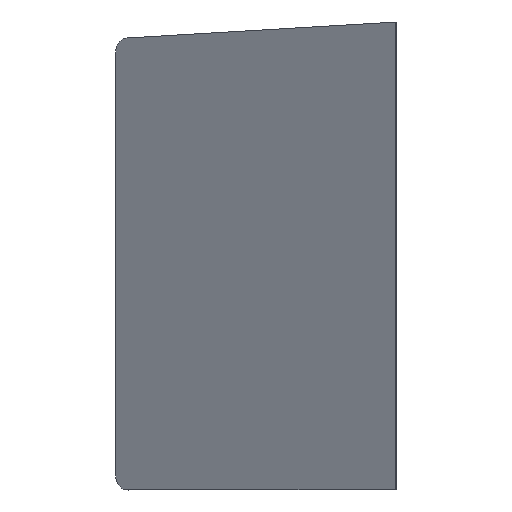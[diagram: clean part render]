
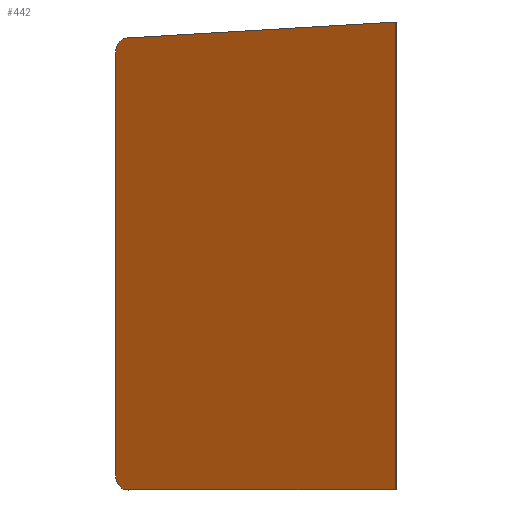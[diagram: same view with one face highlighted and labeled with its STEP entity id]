
A CAD part, top view. The second image highlights one B-rep face of the part: STEP entity #442.
In plain terms, the highlighted planar face has unit normal (-0.526, 0, 0.851).
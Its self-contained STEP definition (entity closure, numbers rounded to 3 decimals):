
#442 = ADVANCED_FACE('',(#443),#457,.T.);
#443 = FACE_BOUND('',#444,.T.);
#444 = EDGE_LOOP('',(#445,#478,#513,#539,#568,#594));
#445 = ORIENTED_EDGE('',*,*,#446,.F.);
#446 = EDGE_CURVE('',#447,#449,#451,.T.);
#447 = VERTEX_POINT('',#448);
#448 = CARTESIAN_POINT('',(11400.792,579.689,
    3183.676));
#449 = VERTEX_POINT('',#450);
#450 = CARTESIAN_POINT('',(12061.501,618.171,
    3592.02));
#451 = SURFACE_CURVE('',#452,(#456,#467),.PCURVE_S1.);
#452 = LINE('',#453,#454);
#453 = CARTESIAN_POINT('',(6538.055,296.467,
    178.307));
#454 = VECTOR('',#455,1.);
#455 = DIRECTION('',(0.85,0.049,0.525));
#456 = PCURVE('',#457,#462);
#457 = PLANE('',#458);
#458 = AXIS2_PLACEMENT_3D('',#459,#460,#461);
#459 = CARTESIAN_POINT('',(11372.8,22.278,
    3166.376));
#460 = DIRECTION('',(-0.526,0.,0.851));
#461 = DIRECTION('',(0.851,0.,0.526));
#462 = DEFINITIONAL_REPRESENTATION('',(#463),#466);
#463 = B_SPLINE_CURVE_WITH_KNOTS('',1,(#464,#465),.UNSPECIFIED.,.F.,.F.,
  (2,2),(5050.236,7201.092),
  .PIECEWISE_BEZIER_KNOTS.);
#464 = CARTESIAN_POINT('',(-639.552,524.095));
#465 = CARTESIAN_POINT('',(1508.669,630.528));
#466 = ( GEOMETRIC_REPRESENTATION_CONTEXT(2) 
PARAMETRIC_REPRESENTATION_CONTEXT() REPRESENTATION_CONTEXT('2D SPACE',''
  ) );
#467 = PCURVE('',#468,#473);
#468 = PLANE('',#469);
#469 = AXIS2_PLACEMENT_3D('',#470,#471,#472);
#470 = CARTESIAN_POINT('',(4.895,-84.046,0.));
#471 = DIRECTION('',(0.058,-0.998,0.));
#472 = DIRECTION('',(0.,0.,-1.));
#473 = DEFINITIONAL_REPRESENTATION('',(#474),#477);
#474 = B_SPLINE_CURVE_WITH_KNOTS('',1,(#475,#476),.UNSPECIFIED.,.F.,.F.,
  (2,2),(5050.236,7201.092),
  .PIECEWISE_BEZIER_KNOTS.);
#475 = CARTESIAN_POINT('',(-2830.141,10842.215));
#476 = CARTESIAN_POINT('',(-3959.536,12672.692));
#477 = ( GEOMETRIC_REPRESENTATION_CONTEXT(2) 
PARAMETRIC_REPRESENTATION_CONTEXT() REPRESENTATION_CONTEXT('2D SPACE',''
  ) );
#478 = ORIENTED_EDGE('',*,*,#479,.T.);
#479 = EDGE_CURVE('',#447,#480,#482,.T.);
#480 = VERTEX_POINT('',#481);
#481 = CARTESIAN_POINT('',(11372.8,545.097,
    3166.376));
#482 = SURFACE_CURVE('',#483,(#488,#495),.PCURVE_S1.);
#483 = ELLIPSE('',#484,34.635,34.619);
#484 = AXIS2_PLACEMENT_3D('',#485,#486,#487);
#485 = CARTESIAN_POINT('',(11402.249,545.097,
    3184.576));
#486 = DIRECTION('',(-0.526,0.,0.851));
#487 = DIRECTION('',(0.,1.,0.));
#488 = PCURVE('',#457,#489);
#489 = DEFINITIONAL_REPRESENTATION('',(#490),#494);
#490 = ELLIPSE('',#491,34.635,34.619);
#491 = AXIS2_PLACEMENT_2D('',#492,#493);
#492 = CARTESIAN_POINT('',(34.619,522.819));
#493 = DIRECTION('',(0.,1.));
#494 = ( GEOMETRIC_REPRESENTATION_CONTEXT(2) 
PARAMETRIC_REPRESENTATION_CONTEXT() REPRESENTATION_CONTEXT('2D SPACE',''
  ) );
#495 = PCURVE('',#496,#501);
#496 = CYLINDRICAL_SURFACE('',#497,34.619);
#497 = AXIS2_PLACEMENT_3D('',#498,#499,#500);
#498 = CARTESIAN_POINT('',(10972.624,520.074,
    3879.716));
#499 = DIRECTION('',(0.525,0.031,-0.85));
#500 = DIRECTION('',(-0.058,0.998,
    0.));
#501 = DEFINITIONAL_REPRESENTATION('',(#502),#512);
#502 = B_SPLINE_CURVE_WITH_KNOTS('',8,(#503,#504,#505,#506,#507,#508,
    #509,#510,#511),.UNSPECIFIED.,.F.,.F.,(9,9),(0.049,
    1.571),.PIECEWISE_BEZIER_KNOTS.);
#503 = CARTESIAN_POINT('',(0.,818.631));
#504 = CARTESIAN_POINT('',(-0.19,818.621));
#505 = CARTESIAN_POINT('',(-0.38,818.567));
#506 = CARTESIAN_POINT('',(-0.57,818.47));
#507 = CARTESIAN_POINT('',(-0.761,818.334));
#508 = CARTESIAN_POINT('',(-0.951,818.166));
#509 = CARTESIAN_POINT('',(-1.141,817.975));
#510 = CARTESIAN_POINT('',(-1.331,817.774));
#511 = CARTESIAN_POINT('',(-1.521,817.572));
#512 = ( GEOMETRIC_REPRESENTATION_CONTEXT(2) 
PARAMETRIC_REPRESENTATION_CONTEXT() REPRESENTATION_CONTEXT('2D SPACE',''
  ) );
#513 = ORIENTED_EDGE('',*,*,#514,.F.);
#514 = EDGE_CURVE('',#515,#480,#517,.T.);
#515 = VERTEX_POINT('',#516);
#516 = CARTESIAN_POINT('',(11372.8,-500.,3166.376));
#517 = SURFACE_CURVE('',#518,(#522,#528),.PCURVE_S1.);
#518 = LINE('',#519,#520);
#519 = CARTESIAN_POINT('',(11372.8,11.139,
    3166.376));
#520 = VECTOR('',#521,1.);
#521 = DIRECTION('',(0.,1.,0.));
#522 = PCURVE('',#457,#523);
#523 = DEFINITIONAL_REPRESENTATION('',(#524),#527);
#524 = B_SPLINE_CURVE_WITH_KNOTS('',1,(#525,#526),.UNSPECIFIED.,.F.,.F.,
  (2,2),(-617.975,664.056),.PIECEWISE_BEZIER_KNOTS.);
#525 = CARTESIAN_POINT('',(0.,-629.113));
#526 = CARTESIAN_POINT('',(0.,652.917));
#527 = ( GEOMETRIC_REPRESENTATION_CONTEXT(2) 
PARAMETRIC_REPRESENTATION_CONTEXT() REPRESENTATION_CONTEXT('2D SPACE',''
  ) );
#528 = PCURVE('',#529,#534);
#529 = PLANE('',#530);
#530 = AXIS2_PLACEMENT_3D('',#531,#532,#533);
#531 = CARTESIAN_POINT('',(9645.441,0.,5961.273));
#532 = DIRECTION('',(0.851,0.,0.526));
#533 = DIRECTION('',(0.,-1.,0.));
#534 = DEFINITIONAL_REPRESENTATION('',(#535),#538);
#535 = B_SPLINE_CURVE_WITH_KNOTS('',1,(#536,#537),.UNSPECIFIED.,.F.,.F.,
  (2,2),(-617.975,664.056),.PIECEWISE_BEZIER_KNOTS.);
#536 = CARTESIAN_POINT('',(606.836,3285.609));
#537 = CARTESIAN_POINT('',(-675.194,3285.609));
#538 = ( GEOMETRIC_REPRESENTATION_CONTEXT(2) 
PARAMETRIC_REPRESENTATION_CONTEXT() REPRESENTATION_CONTEXT('2D SPACE',''
  ) );
#539 = ORIENTED_EDGE('',*,*,#540,.T.);
#540 = EDGE_CURVE('',#515,#541,#543,.T.);
#541 = VERTEX_POINT('',#542);
#542 = CARTESIAN_POINT('',(11402.249,-534.619,
    3184.576));
#543 = SURFACE_CURVE('',#544,(#549,#556),.PCURVE_S1.);
#544 = CIRCLE('',#545,34.619);
#545 = AXIS2_PLACEMENT_3D('',#546,#547,#548);
#546 = CARTESIAN_POINT('',(11402.249,-500.,3184.576)
  );
#547 = DIRECTION('',(-0.526,0.,0.851));
#548 = DIRECTION('',(-0.851,0.,-0.526));
#549 = PCURVE('',#457,#550);
#550 = DEFINITIONAL_REPRESENTATION('',(#551),#555);
#551 = CIRCLE('',#552,34.619);
#552 = AXIS2_PLACEMENT_2D('',#553,#554);
#553 = CARTESIAN_POINT('',(34.619,-522.278));
#554 = DIRECTION('',(-1.,0.));
#555 = ( GEOMETRIC_REPRESENTATION_CONTEXT(2) 
PARAMETRIC_REPRESENTATION_CONTEXT() REPRESENTATION_CONTEXT('2D SPACE',''
  ) );
#556 = PCURVE('',#557,#562);
#557 = CYLINDRICAL_SURFACE('',#558,34.619);
#558 = AXIS2_PLACEMENT_3D('',#559,#560,#561);
#559 = CARTESIAN_POINT('',(11814.028,-500.,2518.309)
  );
#560 = DIRECTION('',(-0.526,0.,0.851));
#561 = DIRECTION('',(-0.851,0.,-0.526));
#562 = DEFINITIONAL_REPRESENTATION('',(#563),#567);
#563 = LINE('',#564,#565);
#564 = CARTESIAN_POINT('',(0.,783.245));
#565 = VECTOR('',#566,1.);
#566 = DIRECTION('',(1.,0.));
#567 = ( GEOMETRIC_REPRESENTATION_CONTEXT(2) 
PARAMETRIC_REPRESENTATION_CONTEXT() REPRESENTATION_CONTEXT('2D SPACE',''
  ) );
#568 = ORIENTED_EDGE('',*,*,#569,.F.);
#569 = EDGE_CURVE('',#570,#541,#572,.T.);
#570 = VERTEX_POINT('',#571);
#571 = CARTESIAN_POINT('',(12061.501,-534.619,
    3592.02));
#572 = SURFACE_CURVE('',#573,(#577,#583),.PCURVE_S1.);
#573 = LINE('',#574,#575);
#574 = CARTESIAN_POINT('',(6550.08,-534.619,
    185.739));
#575 = VECTOR('',#576,1.);
#576 = DIRECTION('',(-0.851,0.,-0.526));
#577 = PCURVE('',#457,#578);
#578 = DEFINITIONAL_REPRESENTATION('',(#579),#582);
#579 = B_SPLINE_CURVE_WITH_KNOTS('',1,(#580,#581),.UNSPECIFIED.,.F.,.F.,
  (2,2),(-7177.973,-5031.678),
  .PIECEWISE_BEZIER_KNOTS.);
#580 = CARTESIAN_POINT('',(1508.509,-556.896));
#581 = CARTESIAN_POINT('',(-637.786,-556.896));
#582 = ( GEOMETRIC_REPRESENTATION_CONTEXT(2) 
PARAMETRIC_REPRESENTATION_CONTEXT() REPRESENTATION_CONTEXT('2D SPACE',''
  ) );
#583 = PCURVE('',#584,#589);
#584 = PLANE('',#585);
#585 = AXIS2_PLACEMENT_3D('',#586,#587,#588);
#586 = CARTESIAN_POINT('',(0.,-534.619,0.));
#587 = DIRECTION('',(0.,1.,0.));
#588 = DIRECTION('',(1.,0.,-0.));
#589 = DEFINITIONAL_REPRESENTATION('',(#590),#593);
#590 = B_SPLINE_CURVE_WITH_KNOTS('',1,(#591,#592),.UNSPECIFIED.,.F.,.F.,
  (2,2),(-7177.973,-5031.678),
  .PIECEWISE_BEZIER_KNOTS.);
#591 = CARTESIAN_POINT('',(12656.011,-3959.452));
#592 = CARTESIAN_POINT('',(10830.269,-2831.069));
#593 = ( GEOMETRIC_REPRESENTATION_CONTEXT(2) 
PARAMETRIC_REPRESENTATION_CONTEXT() REPRESENTATION_CONTEXT('2D SPACE',''
  ) );
#594 = ORIENTED_EDGE('',*,*,#595,.T.);
#595 = EDGE_CURVE('',#570,#449,#596,.T.);
#596 = SURFACE_CURVE('',#597,(#601,#607),.PCURVE_S1.);
#597 = LINE('',#598,#599);
#598 = CARTESIAN_POINT('',(12061.501,-11.461,
    3592.02));
#599 = VECTOR('',#600,1.);
#600 = DIRECTION('',(0.,1.,0.));
#601 = PCURVE('',#457,#602);
#602 = DEFINITIONAL_REPRESENTATION('',(#603),#606);
#603 = B_SPLINE_CURVE_WITH_KNOTS('',1,(#604,#605),.UNSPECIFIED.,.F.,.F.,
  (2,2),(-641.013,773.253),.PIECEWISE_BEZIER_KNOTS.);
#604 = CARTESIAN_POINT('',(809.619,-674.752));
#605 = CARTESIAN_POINT('',(809.619,739.514));
#606 = ( GEOMETRIC_REPRESENTATION_CONTEXT(2) 
PARAMETRIC_REPRESENTATION_CONTEXT() REPRESENTATION_CONTEXT('2D SPACE',''
  ) );
#607 = PCURVE('',#608,#613);
#608 = PLANE('',#609);
#609 = AXIS2_PLACEMENT_3D('',#610,#611,#612);
#610 = CARTESIAN_POINT('',(8612.554,-45.2,
    9172.476));
#611 = DIRECTION('',(0.851,0.,0.526));
#612 = DIRECTION('',(0.,-1.,0.));
#613 = DEFINITIONAL_REPRESENTATION('',(#614),#617);
#614 = B_SPLINE_CURVE_WITH_KNOTS('',1,(#615,#616),.UNSPECIFIED.,.F.,.F.,
  (2,2),(-641.013,773.253),.PIECEWISE_BEZIER_KNOTS.);
#615 = CARTESIAN_POINT('',(607.274,6560.238));
#616 = CARTESIAN_POINT('',(-806.992,6560.238));
#617 = ( GEOMETRIC_REPRESENTATION_CONTEXT(2) 
PARAMETRIC_REPRESENTATION_CONTEXT() REPRESENTATION_CONTEXT('2D SPACE',''
  ) );
